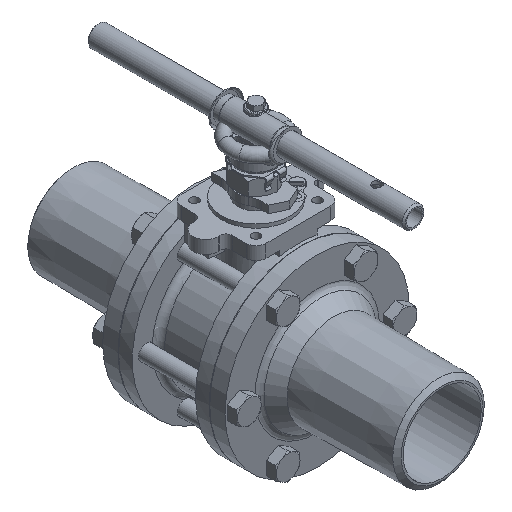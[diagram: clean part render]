
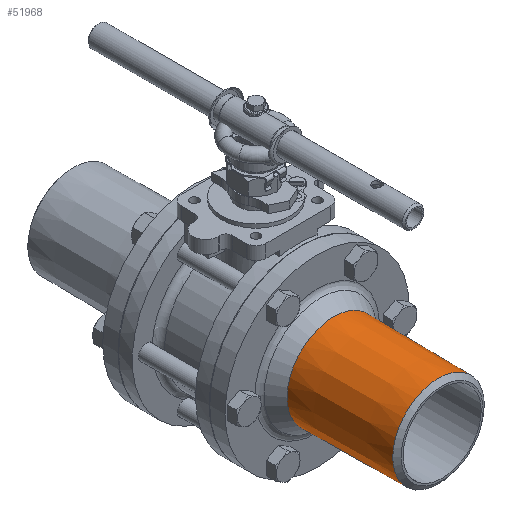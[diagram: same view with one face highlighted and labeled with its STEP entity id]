
A CAD part, isometric view. The second image highlights one B-rep face of the part: STEP entity #51968.
In plain terms, the highlighted conical face has half-angle 0.541 degrees and reference radius 37.153 mm.
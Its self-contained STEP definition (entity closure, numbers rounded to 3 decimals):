
#51968 = ADVANCED_FACE('',(#51969),#51982,.T.);
#51969 = FACE_BOUND('',#51970,.T.);
#51970 = EDGE_LOOP('',(#51971,#52005,#52028,#52057,#52079));
#51971 = ORIENTED_EDGE('',*,*,#51972,.F.);
#51972 = EDGE_CURVE('',#51973,#51973,#51975,.T.);
#51973 = VERTEX_POINT('',#51974);
#51974 = CARTESIAN_POINT('',(-36.756,-146.529,
    0.));
#51975 = SURFACE_CURVE('',#51976,(#51981,#51993),.PCURVE_S1.);
#51976 = CIRCLE('',#51977,36.756);
#51977 = AXIS2_PLACEMENT_3D('',#51978,#51979,#51980);
#51978 = CARTESIAN_POINT('',(0.,-146.529,
    0.));
#51979 = DIRECTION('',(0.,-1.,0.));
#51980 = DIRECTION('',(1.,0.,0.));
#51981 = PCURVE('',#51982,#51987);
#51982 = CONICAL_SURFACE('',#51983,37.153,0.009);
#51983 = AXIS2_PLACEMENT_3D('',#51984,#51985,#51986);
#51984 = CARTESIAN_POINT('',(0.,-104.496,
    0.));
#51985 = DIRECTION('',(0.,1.,0.));
#51986 = DIRECTION('',(1.,0.,0.));
#51987 = DEFINITIONAL_REPRESENTATION('',(#51988),#51992);
#51988 = LINE('',#51989,#51990);
#51989 = CARTESIAN_POINT('',(12.566,-42.033));
#51990 = VECTOR('',#51991,1.);
#51991 = DIRECTION('',(-1.,0.));
#51992 = ( GEOMETRIC_REPRESENTATION_CONTEXT(2) 
PARAMETRIC_REPRESENTATION_CONTEXT() REPRESENTATION_CONTEXT('2D SPACE',''
  ) );
#51993 = PCURVE('',#51994,#51999);
#51994 = CONICAL_SURFACE('',#51995,34.845,0.916);
#51995 = AXIS2_PLACEMENT_3D('',#51996,#51997,#51998);
#51996 = CARTESIAN_POINT('',(0.,-147.996,
    0.));
#51997 = DIRECTION('',(0.,1.,0.));
#51998 = DIRECTION('',(1.,0.,0.));
#51999 = DEFINITIONAL_REPRESENTATION('',(#52000),#52004);
#52000 = LINE('',#52001,#52002);
#52001 = CARTESIAN_POINT('',(12.566,1.467));
#52002 = VECTOR('',#52003,1.);
#52003 = DIRECTION('',(-1.,0.));
#52004 = ( GEOMETRIC_REPRESENTATION_CONTEXT(2) 
PARAMETRIC_REPRESENTATION_CONTEXT() REPRESENTATION_CONTEXT('2D SPACE',''
  ) );
#52005 = ORIENTED_EDGE('',*,*,#52006,.T.);
#52006 = EDGE_CURVE('',#51973,#52007,#52009,.T.);
#52007 = VERTEX_POINT('',#52008);
#52008 = CARTESIAN_POINT('',(-37.55,-62.463,0.
    ));
#52009 = SEAM_CURVE('',#52010,(#52014,#52021),.PCURVE_S1.);
#52010 = LINE('',#52011,#52012);
#52011 = CARTESIAN_POINT('',(-37.153,-104.496,
    0.));
#52012 = VECTOR('',#52013,1.);
#52013 = DIRECTION('',(-0.009,1.,
    0.));
#52014 = PCURVE('',#51982,#52015);
#52015 = DEFINITIONAL_REPRESENTATION('',(#52016),#52020);
#52016 = LINE('',#52017,#52018);
#52017 = CARTESIAN_POINT('',(9.425,0.));
#52018 = VECTOR('',#52019,1.);
#52019 = DIRECTION('',(0.,1.));
#52020 = ( GEOMETRIC_REPRESENTATION_CONTEXT(2) 
PARAMETRIC_REPRESENTATION_CONTEXT() REPRESENTATION_CONTEXT('2D SPACE',''
  ) );
#52021 = PCURVE('',#51982,#52022);
#52022 = DEFINITIONAL_REPRESENTATION('',(#52023),#52027);
#52023 = LINE('',#52024,#52025);
#52024 = CARTESIAN_POINT('',(3.142,0.));
#52025 = VECTOR('',#52026,1.);
#52026 = DIRECTION('',(0.,1.));
#52027 = ( GEOMETRIC_REPRESENTATION_CONTEXT(2) 
PARAMETRIC_REPRESENTATION_CONTEXT() REPRESENTATION_CONTEXT('2D SPACE',''
  ) );
#52028 = ORIENTED_EDGE('',*,*,#52029,.T.);
#52029 = EDGE_CURVE('',#52007,#52030,#52032,.T.);
#52030 = VERTEX_POINT('',#52031);
#52031 = CARTESIAN_POINT('',(0.,-62.463,
    -37.55));
#52032 = SURFACE_CURVE('',#52033,(#52038,#52045),.PCURVE_S1.);
#52033 = CIRCLE('',#52034,37.55);
#52034 = AXIS2_PLACEMENT_3D('',#52035,#52036,#52037);
#52035 = CARTESIAN_POINT('',(0.,-62.463,
    0.));
#52036 = DIRECTION('',(0.,-1.,0.));
#52037 = DIRECTION('',(0.,0.,1.));
#52038 = PCURVE('',#51982,#52039);
#52039 = DEFINITIONAL_REPRESENTATION('',(#52040),#52044);
#52040 = LINE('',#52041,#52042);
#52041 = CARTESIAN_POINT('',(10.996,42.033));
#52042 = VECTOR('',#52043,1.);
#52043 = DIRECTION('',(-1.,0.));
#52044 = ( GEOMETRIC_REPRESENTATION_CONTEXT(2) 
PARAMETRIC_REPRESENTATION_CONTEXT() REPRESENTATION_CONTEXT('2D SPACE',''
  ) );
#52045 = PCURVE('',#52046,#52051);
#52046 = CONICAL_SURFACE('',#52047,41.337,0.611);
#52047 = AXIS2_PLACEMENT_3D('',#52048,#52049,#52050);
#52048 = CARTESIAN_POINT('',(0.,-57.054,
    0.));
#52049 = DIRECTION('',(0.,1.,0.));
#52050 = DIRECTION('',(0.,0.,1.));
#52051 = DEFINITIONAL_REPRESENTATION('',(#52052),#52056);
#52052 = LINE('',#52053,#52054);
#52053 = CARTESIAN_POINT('',(0.,-5.408));
#52054 = VECTOR('',#52055,1.);
#52055 = DIRECTION('',(-1.,0.));
#52056 = ( GEOMETRIC_REPRESENTATION_CONTEXT(2) 
PARAMETRIC_REPRESENTATION_CONTEXT() REPRESENTATION_CONTEXT('2D SPACE',''
  ) );
#52057 = ORIENTED_EDGE('',*,*,#52058,.T.);
#52058 = EDGE_CURVE('',#52030,#52007,#52059,.T.);
#52059 = SURFACE_CURVE('',#52060,(#52065,#52072),.PCURVE_S1.);
#52060 = CIRCLE('',#52061,37.55);
#52061 = AXIS2_PLACEMENT_3D('',#52062,#52063,#52064);
#52062 = CARTESIAN_POINT('',(0.,-62.463,
    0.));
#52063 = DIRECTION('',(0.,-1.,0.));
#52064 = DIRECTION('',(0.,0.,1.));
#52065 = PCURVE('',#51982,#52066);
#52066 = DEFINITIONAL_REPRESENTATION('',(#52067),#52071);
#52067 = LINE('',#52068,#52069);
#52068 = CARTESIAN_POINT('',(10.996,42.033));
#52069 = VECTOR('',#52070,1.);
#52070 = DIRECTION('',(-1.,0.));
#52071 = ( GEOMETRIC_REPRESENTATION_CONTEXT(2) 
PARAMETRIC_REPRESENTATION_CONTEXT() REPRESENTATION_CONTEXT('2D SPACE',''
  ) );
#52072 = PCURVE('',#52046,#52073);
#52073 = DEFINITIONAL_REPRESENTATION('',(#52074),#52078);
#52074 = LINE('',#52075,#52076);
#52075 = CARTESIAN_POINT('',(6.283,-5.408));
#52076 = VECTOR('',#52077,1.);
#52077 = DIRECTION('',(-1.,0.));
#52078 = ( GEOMETRIC_REPRESENTATION_CONTEXT(2) 
PARAMETRIC_REPRESENTATION_CONTEXT() REPRESENTATION_CONTEXT('2D SPACE',''
  ) );
#52079 = ORIENTED_EDGE('',*,*,#52006,.F.);
